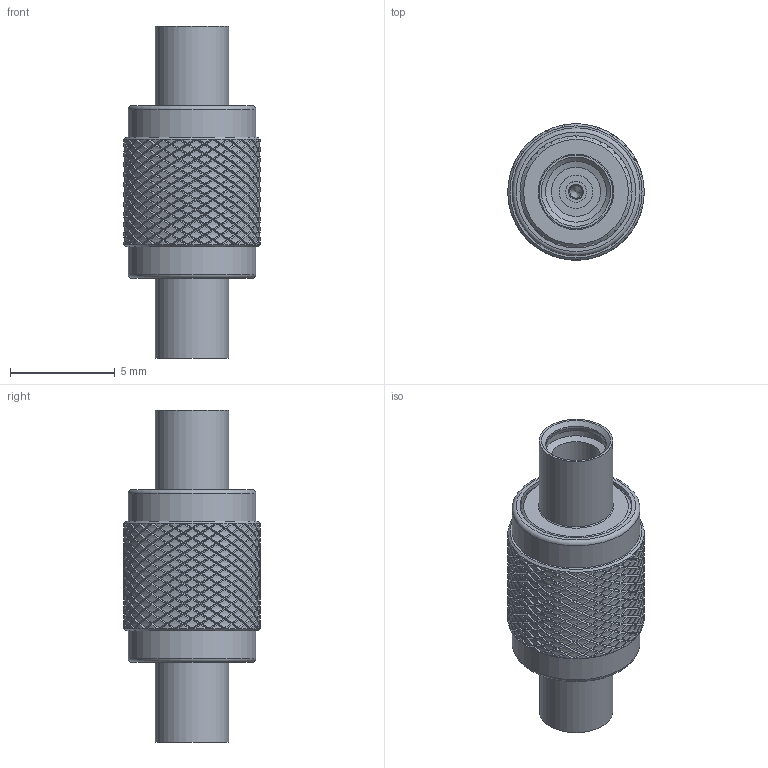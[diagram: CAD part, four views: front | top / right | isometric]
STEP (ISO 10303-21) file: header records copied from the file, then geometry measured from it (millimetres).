
FILE_DESCRIPTION( ( 'Unknown' ), '1' );
FILE_NAME( '64460160111000.stp', 'Unknown', ( 'Unknown' ), ( 'Unknown' ), 'PSStep 21.0.46', 'Unknown', ' ' );
FILE_SCHEMA( ( 'AUTOMOTIVE_DESIGN { 1 0 10303 214 1 1 1 1 }' ) );
Length unit declared in the file: millimetre
Products named in the file (2): 64460160111000_connector body
Bounding box: 6.5 x 6.5 x 15.84 mm (x, y, z)
Volume: 593.5 mm3; surface area: 1038.3 mm2
Topology: 2 solids, 2 shells, 6424 faces, 14108 edges, 7556 vertices
Faces by surface type: bspline 4400, cylinder 1300, plane 516, cone 200, torus 8
Full cylindrical faces by diameter (mm): 0.6 x4, 0.7 x4, 1 x4, 1.6 x4, 2.35 x4, 2.9 x4, 3 x4, 3.5 x4, 5.35 x4, 6.1 x4
Entity records: 371942 total; most frequent: CARTESIAN_POINT 232068, ORIENTED_EDGE 28020, EDGE_CURVE 14010, VERTEX_POINT 7534, DIRECTION 7404, EDGE_LOOP 6684, FACE_OUTER_BOUND 6472, STYLED_ITEM 6424
